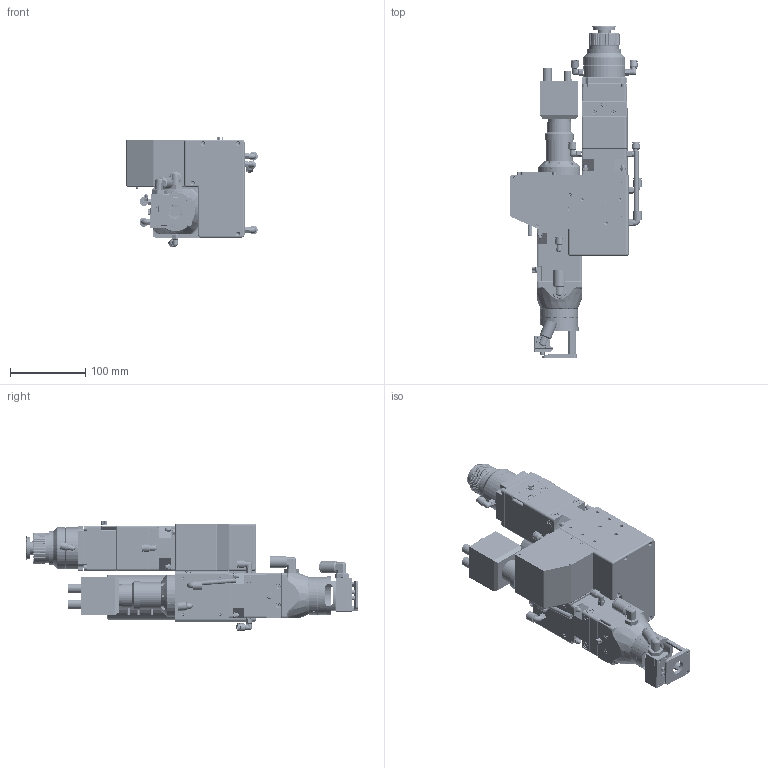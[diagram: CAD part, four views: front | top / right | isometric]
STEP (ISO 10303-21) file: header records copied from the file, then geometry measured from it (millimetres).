
FILE_DESCRIPTION (( 'STEP AP203' ), '1' );
FILE_NAME ('WOBII4000-籥粣.STEP', '2021-07-30T06:22:22', ( 'Windows 蚚誧' ), ( '' ), 'SwSTEP 2.0', 'SolidWorks 2017', '' );
FILE_SCHEMA (( 'CONFIG_CONTROL_DESIGN' ));
Length unit declared in the file: millimetre
Products named in the file (5): TLLA-WCL2504K01A 4K擄蝴噩郪; TLLA-CR30 耜斯ァ絮耀郪; WOBII4000-籥粣; TLLA-WFL1254K01A 4K袧眻噩郪; Z4KWWOB蚾饜202103
Assembly tree (4 placements, depth 2):
  WOBII4000-籥粣
    Z4KWWOB蚾饜202103
    TLLA-WCL2504K01A 4K擄蝴噩郪
    TLLA-WFL1254K01A 4K袧眻噩郪
    TLLA-CR30 耜斯ァ絮耀郪
Bounding box: 174.4 x 440.3 x 146.9 mm (x, y, z)
Volume: 756613.4 mm3; surface area: 511187.8 mm2
Topology: 51 solids, 212 shells, 3766 faces, 10255 edges, 6840 vertices
Faces by surface type: plane 2075, cylinder 1018, cone 319, bspline 315, torus 36, sphere 3
Full cylindrical faces by diameter (mm): 1 x1, 1.3 x25, 1.5 x33, 1.6 x5, 2 x10, 2.05 x8, 2.4 x1, 2.5 x41, 2.658 x2, 2.9 x6, 3 x20, 3.05 x2, 3.2 x2, 3.3 x38, 3.352 x2, 3.4 x12, 3.5 x14, 3.6 x4, 3.8 x2, 3.943 x2, 4 x17, 4.2 x9, 4.3 x4, 4.5 x12, 4.7 x4, 5 x4, 5.5 x21, 6 x54, 6.5 x4, 6.562 x1
Entity records: 143298 total; most frequent: CARTESIAN_POINT 55851, ORIENTED_EDGE 17093, DIRECTION 16598, EDGE_CURVE 9149, VERTEX_POINT 6561, AXIS2_PLACEMENT_3D 6153, EDGE_LOOP 5280, FACE_OUTER_BOUND 4377
